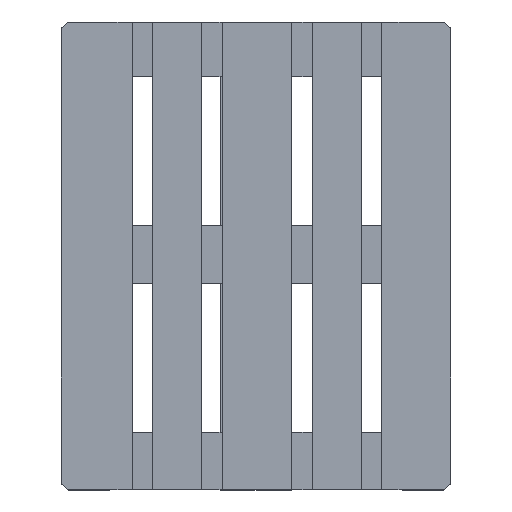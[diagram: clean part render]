
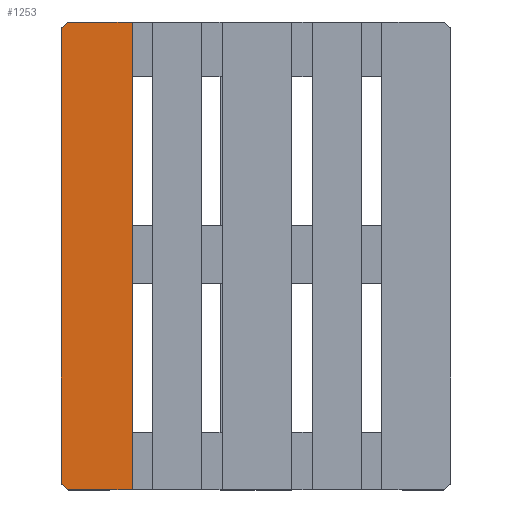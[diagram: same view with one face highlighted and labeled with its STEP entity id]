
A CAD part, top view. The second image highlights one B-rep face of the part: STEP entity #1253.
In plain terms, the highlighted planar face has unit normal (0, 0, 1).
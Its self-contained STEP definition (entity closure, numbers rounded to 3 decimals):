
#1037 = VERTEX_POINT('',#1038);
#1038 = CARTESIAN_POINT('',(-49.873,60.219,
    12.2));
#1044 = EDGE_CURVE('',#1037,#1045,#1047,.T.);
#1045 = VERTEX_POINT('',#1046);
#1046 = CARTESIAN_POINT('',(-33.502,60.219,
    12.2));
#1047 = LINE('',#1048,#1049);
#1048 = CARTESIAN_POINT('',(-49.873,60.219,
    12.2));
#1049 = VECTOR('',#1050,1.);
#1050 = DIRECTION('',(1.,0.,0.));
#1253 = ADVANCED_FACE('',(#1254),#1295,.T.);
#1254 = FACE_BOUND('',#1255,.T.);
#1255 = EDGE_LOOP('',(#1256,#1264,#1265,#1273,#1281,#1289));
#1256 = ORIENTED_EDGE('',*,*,#1257,.T.);
#1257 = EDGE_CURVE('',#1258,#1045,#1260,.T.);
#1258 = VERTEX_POINT('',#1259);
#1259 = CARTESIAN_POINT('',(-33.502,-59.781,
    12.2));
#1260 = LINE('',#1261,#1262);
#1261 = CARTESIAN_POINT('',(-33.502,-59.781,
    12.2));
#1262 = VECTOR('',#1263,1.);
#1263 = DIRECTION('',(0.,1.,0.));
#1264 = ORIENTED_EDGE('',*,*,#1044,.F.);
#1265 = ORIENTED_EDGE('',*,*,#1266,.T.);
#1266 = EDGE_CURVE('',#1037,#1267,#1269,.T.);
#1267 = VERTEX_POINT('',#1268);
#1268 = CARTESIAN_POINT('',(-51.75,58.718,12.2));
#1269 = LINE('',#1270,#1271);
#1270 = CARTESIAN_POINT('',(-49.873,60.219,
    12.2));
#1271 = VECTOR('',#1272,1.);
#1272 = DIRECTION('',(-0.781,-0.625,0.));
#1273 = ORIENTED_EDGE('',*,*,#1274,.F.);
#1274 = EDGE_CURVE('',#1275,#1267,#1277,.T.);
#1275 = VERTEX_POINT('',#1276);
#1276 = CARTESIAN_POINT('',(-51.75,-58.279,12.2));
#1277 = LINE('',#1278,#1279);
#1278 = CARTESIAN_POINT('',(-51.75,-58.279,12.2));
#1279 = VECTOR('',#1280,1.);
#1280 = DIRECTION('',(0.,1.,0.));
#1281 = ORIENTED_EDGE('',*,*,#1282,.F.);
#1282 = EDGE_CURVE('',#1283,#1275,#1285,.T.);
#1283 = VERTEX_POINT('',#1284);
#1284 = CARTESIAN_POINT('',(-49.872,-59.781,
    12.2));
#1285 = LINE('',#1286,#1287);
#1286 = CARTESIAN_POINT('',(-49.872,-59.781,
    12.2));
#1287 = VECTOR('',#1288,1.);
#1288 = DIRECTION('',(-0.781,0.625,0.));
#1289 = ORIENTED_EDGE('',*,*,#1290,.T.);
#1290 = EDGE_CURVE('',#1283,#1258,#1291,.T.);
#1291 = LINE('',#1292,#1293);
#1292 = CARTESIAN_POINT('',(-49.872,-59.781,
    12.2));
#1293 = VECTOR('',#1294,1.);
#1294 = DIRECTION('',(1.,0.,0.));
#1295 = PLANE('',#1296);
#1296 = AXIS2_PLACEMENT_3D('',#1297,#1298,#1299);
#1297 = CARTESIAN_POINT('',(-42.558,0.219,12.2
    ));
#1298 = DIRECTION('',(0.,0.,1.));
#1299 = DIRECTION('',(1.,0.,0.));
